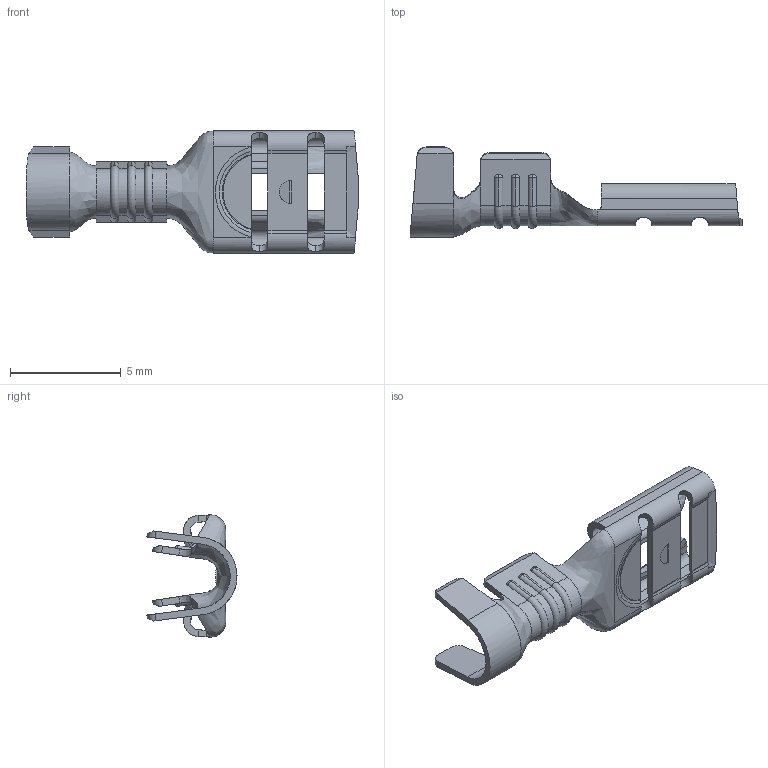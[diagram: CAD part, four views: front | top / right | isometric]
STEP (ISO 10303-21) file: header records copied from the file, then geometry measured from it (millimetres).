
FILE_DESCRIPTION (( 'STEP AP203' ), '1' );
FILE_NAME ('07473.STEP', '2015-02-17T15:51:12', ( '' ), ( '' ), 'SwSTEP 2.0', 'SolidWorks 2014', '' );
FILE_SCHEMA (( 'CONFIG_CONTROL_DESIGN' ));
Length unit declared in the file: inch
Products named in the file (1): 07473
Bounding box: 14.99 x 4.06 x 5.51 mm (x, y, z)
Volume: 36.8 mm3; surface area: 279.3 mm2
Topology: 1 solids, 1 shells, 254 faces, 695 edges, 439 vertices
Faces by surface type: plane 113, cylinder 68, bspline 36, torus 19, cone 18
Entity records: 9969 total; most frequent: CARTESIAN_POINT 3885, ORIENTED_EDGE 1386, DIRECTION 1085, EDGE_CURVE 693, VERTEX_POINT 439, AXIS2_PLACEMENT_3D 365, VECTOR 355, LINE 355
